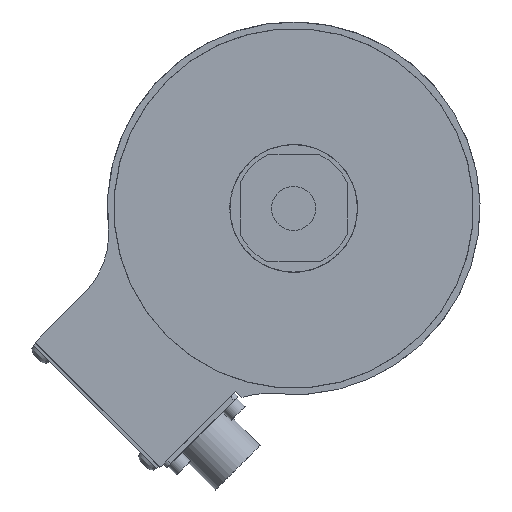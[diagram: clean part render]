
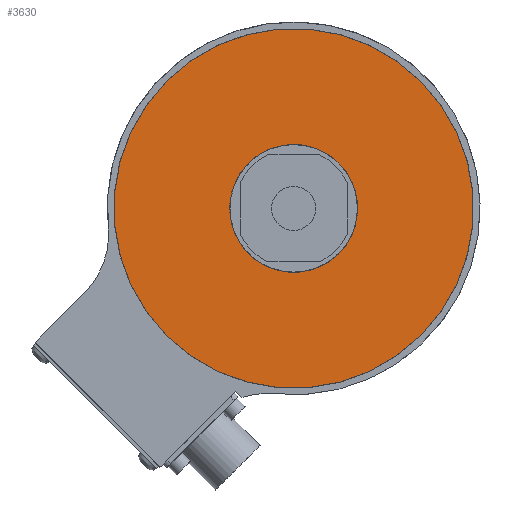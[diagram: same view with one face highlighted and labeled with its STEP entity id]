
A CAD part, front view. The second image highlights one B-rep face of the part: STEP entity #3630.
In plain terms, the highlighted face is planar.
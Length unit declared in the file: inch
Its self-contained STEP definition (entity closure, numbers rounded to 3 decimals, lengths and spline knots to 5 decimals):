
#440=CARTESIAN_POINT('',(-0.559,0.5005,-2.605));
#441=VERTEX_POINT('',#440);
#442=CARTESIAN_POINT('',(0.0375,0.5005,-2.605));
#443=DIRECTION('',(0.0,-1.0,0.0));
#444=DIRECTION('',(1.0,0.0,0.0));
#445=AXIS2_PLACEMENT_3D('',#442,#443,#444);
#446=CIRCLE('',#445,0.5965);
#447=EDGE_CURVE('',#441,#441,#446,.T.);
#468=CARTESIAN_POINT('',(0.0375,0.5005,-4.2835));
#469=VERTEX_POINT('',#468);
#470=CARTESIAN_POINT('',(0.0375,0.5005,-2.605));
#471=DIRECTION('',(0.0,-1.0,0.0));
#472=DIRECTION('',(0.0,0.0,1.0));
#473=AXIS2_PLACEMENT_3D('',#470,#471,#472);
#474=CIRCLE('',#473,1.6785);
#475=EDGE_CURVE('',#469,#469,#474,.T.);
#3619=CARTESIAN_POINT('',(0.0375,0.5005,-2.605));
#3620=DIRECTION('',(0.0,-1.0,0.0));
#3621=DIRECTION('',(0.0,0.0,-1.0));
#3622=AXIS2_PLACEMENT_3D('',#3619,#3620,#3621);
#3623=PLANE('',#3622);
#3624=ORIENTED_EDGE('',*,*,#475,.F.);
#3625=EDGE_LOOP('',(#3624));
#3626=FACE_OUTER_BOUND('',#3625,.T.);
#3627=ORIENTED_EDGE('',*,*,#447,.T.);
#3628=EDGE_LOOP('',(#3627));
#3629=FACE_BOUND('',#3628,.T.);
#3630=ADVANCED_FACE('',(#3626,#3629),#3623,.F.);
